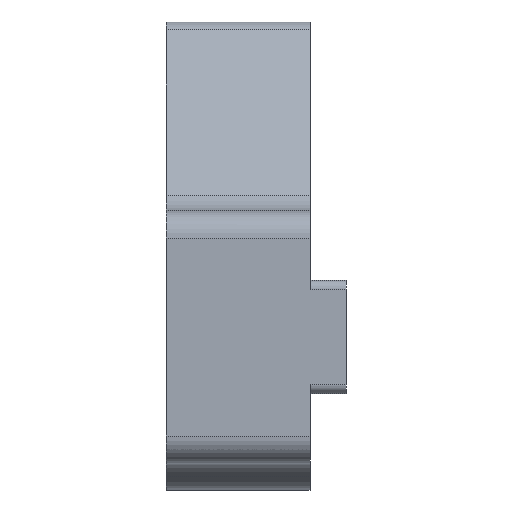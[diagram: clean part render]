
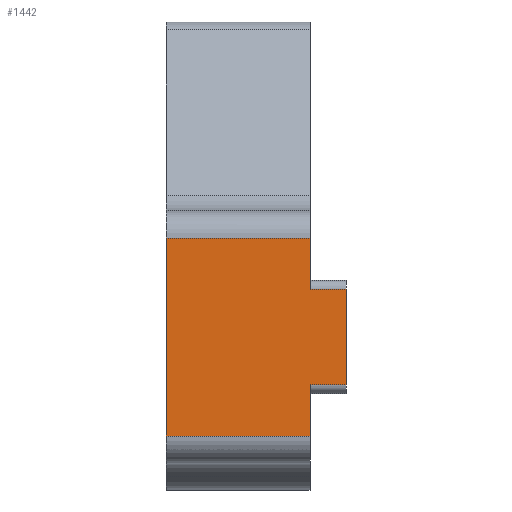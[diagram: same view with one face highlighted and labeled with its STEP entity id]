
A CAD part, left-side view. The second image highlights one B-rep face of the part: STEP entity #1442.
In plain terms, the highlighted planar face has unit normal (-1, 0, 0).
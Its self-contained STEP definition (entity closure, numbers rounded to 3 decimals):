
#28 = CARTESIAN_POINT ( 'NONE',  ( -39.8, 4., 0. ) ) ;
#101 = CARTESIAN_POINT ( 'NONE',  ( -39.8, 4., -8.15 ) ) ;
#197 = CARTESIAN_POINT ( 'NONE',  ( -39.8, -6., -8.15 ) ) ;
#220 = FACE_OUTER_BOUND ( 'NONE', #1140, .T. ) ;
#228 = ORIENTED_EDGE ( 'NONE', *, *, #1822, .F. ) ;
#304 = DIRECTION ( 'NONE',  ( 0., 0., -1. ) ) ;
#323 = CARTESIAN_POINT ( 'NONE',  ( -39.8, 4., 0. ) ) ;
#327 = ORIENTED_EDGE ( 'NONE', *, *, #552, .F. ) ;
#342 = ORIENTED_EDGE ( 'NONE', *, *, #1566, .F. ) ;
#394 = VECTOR ( 'NONE', #466, 1000. ) ;
#422 = LINE ( 'NONE', #729, #1059 ) ;
#446 = LINE ( 'NONE', #101, #1650 ) ;
#466 = DIRECTION ( 'NONE',  ( 0., 1., 0. ) ) ;
#487 = DIRECTION ( 'NONE',  ( 0., -1., 0. ) ) ;
#502 = LINE ( 'NONE', #323, #2080 ) ;
#544 = VERTEX_POINT ( 'NONE', #28 ) ;
#549 = LINE ( 'NONE', #1915, #959 ) ;
#550 = CARTESIAN_POINT ( 'NONE',  ( -39.8, -4., 0. ) ) ;
#552 = EDGE_CURVE ( 'NONE', #2273, #2149, #1269, .T. ) ;
#580 = PLANE ( 'NONE',  #1635 ) ;
#617 = EDGE_CURVE ( 'NONE', #1694, #856, #964, .T. ) ;
#655 = VERTEX_POINT ( 'NONE', #1829 ) ;
#675 = ORIENTED_EDGE ( 'NONE', *, *, #617, .F. ) ;
#716 = EDGE_CURVE ( 'NONE', #2149, #1474, #1205, .T. ) ;
#729 = CARTESIAN_POINT ( 'NONE',  ( -39.8, -6., -2.35 ) ) ;
#767 = LINE ( 'NONE', #2099, #1515 ) ;
#812 = DIRECTION ( 'NONE',  ( 0., -1., 0. ) ) ;
#852 = ORIENTED_EDGE ( 'NONE', *, *, #890, .F. ) ;
#856 = VERTEX_POINT ( 'NONE', #1709 ) ;
#890 = EDGE_CURVE ( 'NONE', #544, #1694, #502, .T. ) ;
#932 = CARTESIAN_POINT ( 'NONE',  ( -39.8, 4., -18. ) ) ;
#959 = VECTOR ( 'NONE', #812, 1000. ) ;
#964 = LINE ( 'NONE', #1661, #2133 ) ;
#1019 = ORIENTED_EDGE ( 'NONE', *, *, #1939, .T. ) ;
#1041 = VECTOR ( 'NONE', #1597, 1000. ) ;
#1059 = VECTOR ( 'NONE', #1451, 1000. ) ;
#1140 = EDGE_LOOP ( 'NONE', ( #675, #852, #1019, #2180, #327, #228, #1683, #342 ) ) ;
#1205 = LINE ( 'NONE', #1693, #394 ) ;
#1269 = LINE ( 'NONE', #2183, #1041 ) ;
#1434 = CARTESIAN_POINT ( 'NONE',  ( -39.8, -4., -11. ) ) ;
#1442 = ADVANCED_FACE ( 'NONE', ( #220 ), #580, .F. ) ;
#1451 = DIRECTION ( 'NONE',  ( 0., 0., 1. ) ) ;
#1458 = DIRECTION ( 'NONE',  ( 0., 0., -1. ) ) ;
#1470 = DIRECTION ( 'NONE',  ( 1., 0., 0. ) ) ;
#1474 = VERTEX_POINT ( 'NONE', #2235 ) ;
#1515 = VECTOR ( 'NONE', #304, 1000. ) ;
#1566 = EDGE_CURVE ( 'NONE', #856, #655, #549, .T. ) ;
#1597 = DIRECTION ( 'NONE',  ( 0., 0., -1. ) ) ;
#1635 = AXIS2_PLACEMENT_3D ( 'NONE', #932, #1470, #2000 ) ;
#1650 = VECTOR ( 'NONE', #1902, 1000. ) ;
#1661 = CARTESIAN_POINT ( 'NONE',  ( -39.8, -4., -18. ) ) ;
#1683 = ORIENTED_EDGE ( 'NONE', *, *, #1688, .T. ) ;
#1688 = EDGE_CURVE ( 'NONE', #2095, #655, #422, .T. ) ;
#1693 = CARTESIAN_POINT ( 'NONE',  ( -39.8, 4., -11. ) ) ;
#1694 = VERTEX_POINT ( 'NONE', #550 ) ;
#1709 = CARTESIAN_POINT ( 'NONE',  ( -39.8, -4., -2.85 ) ) ;
#1822 = EDGE_CURVE ( 'NONE', #2095, #2273, #446, .T. ) ;
#1829 = CARTESIAN_POINT ( 'NONE',  ( -39.8, -6., -2.85 ) ) ;
#1902 = DIRECTION ( 'NONE',  ( 0., 1., 0. ) ) ;
#1915 = CARTESIAN_POINT ( 'NONE',  ( -39.8, 4., -2.85 ) ) ;
#1939 = EDGE_CURVE ( 'NONE', #544, #1474, #767, .T. ) ;
#2000 = DIRECTION ( 'NONE',  ( 0., 0., 1. ) ) ;
#2062 = CARTESIAN_POINT ( 'NONE',  ( -39.8, -4., -8.15 ) ) ;
#2080 = VECTOR ( 'NONE', #487, 1000. ) ;
#2095 = VERTEX_POINT ( 'NONE', #197 ) ;
#2099 = CARTESIAN_POINT ( 'NONE',  ( -39.8, 4., -18. ) ) ;
#2133 = VECTOR ( 'NONE', #1458, 1000. ) ;
#2149 = VERTEX_POINT ( 'NONE', #1434 ) ;
#2180 = ORIENTED_EDGE ( 'NONE', *, *, #716, .F. ) ;
#2183 = CARTESIAN_POINT ( 'NONE',  ( -39.8, -4., -18. ) ) ;
#2235 = CARTESIAN_POINT ( 'NONE',  ( -39.8, 4., -11. ) ) ;
#2273 = VERTEX_POINT ( 'NONE', #2062 ) ;
